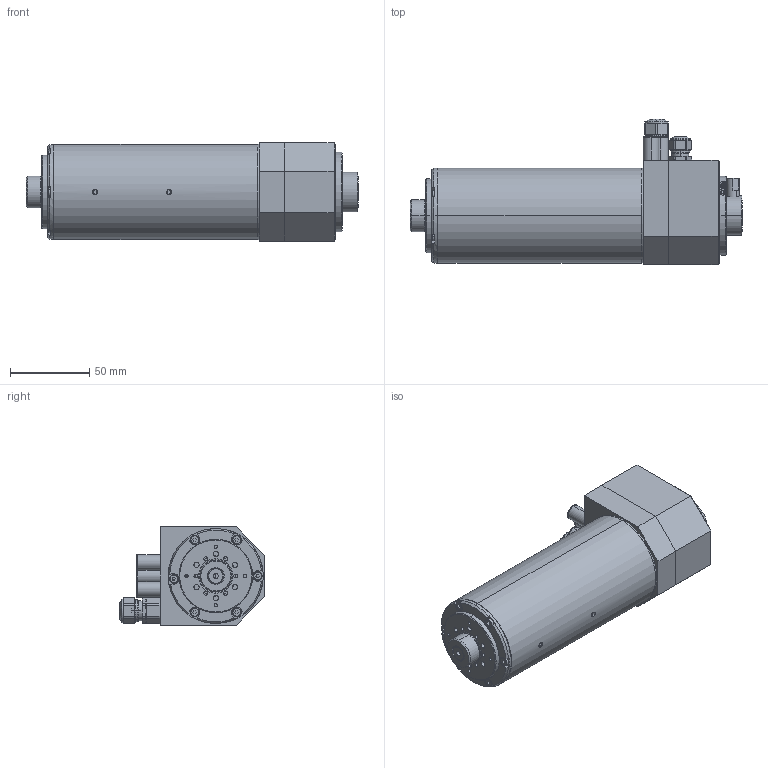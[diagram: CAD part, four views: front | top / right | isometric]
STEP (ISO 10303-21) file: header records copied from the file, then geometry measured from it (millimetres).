
FILE_DESCRIPTION (( 'STEP AP203' ), '1' );
FILE_NAME ('060D15PS-00-.STEP', '2014-02-24T14:02:31', ( '' ), ( '' ), 'SwSTEP 2.0', 'SolidWorks 2014', '' );
FILE_SCHEMA (( 'CONFIG_CONTROL_DESIGN' ));
Length unit declared in the file: millimetre
Products named in the file (1): 060D15PS-00-
Bounding box: 209.6 x 92 x 62 mm (x, y, z)
Surface area: 59831.7 mm2 (no closed solid volume)
Topology: 0 solids, 42 shells, 474 faces, 1427 edges, 1003 vertices
Faces by surface type: plane 195, cylinder 181, cone 58, torus 40
Entity records: 16815 total; most frequent: CARTESIAN_POINT 3515, DIRECTION 3000, ORIENTED_EDGE 2341, EDGE_CURVE 1427, AXIS2_PLACEMENT_3D 1178, VERTEX_POINT 1003, CIRCLE 703, VECTOR 644
